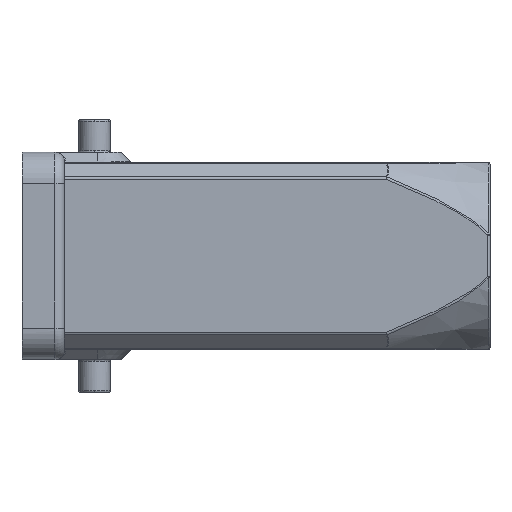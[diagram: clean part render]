
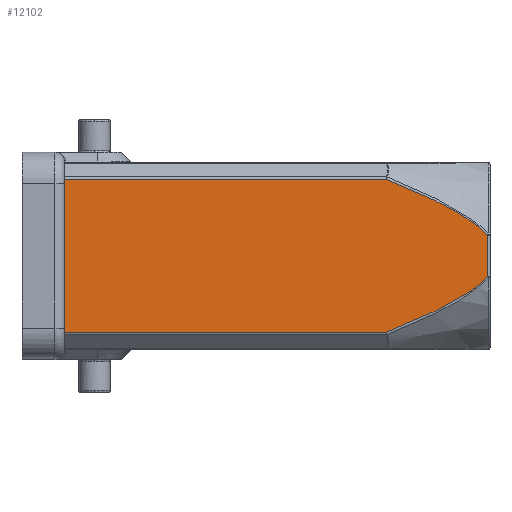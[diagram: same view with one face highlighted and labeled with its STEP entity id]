
A CAD part, top view. The second image highlights one B-rep face of the part: STEP entity #12102.
In plain terms, the highlighted planar face has unit normal (0, 0, 1).
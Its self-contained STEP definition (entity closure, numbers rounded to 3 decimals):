
#1645=DIRECTION('',(0.,1.,0.));
#1646=VECTOR('',#1645,19.586);
#1647=CARTESIAN_POINT('',(-0.042,-9.793,12.));
#1648=LINE('',#1647,#1646);
#2363=DIRECTION('',(0.,-1.,0.));
#2364=VECTOR('',#2363,5.267);
#2365=CARTESIAN_POINT('',(54.25,2.633,12.));
#2366=LINE('',#2365,#2364);
#2420=CARTESIAN_POINT('',(41.247,-9.793,12.));
#2430=CARTESIAN_POINT('',(54.25,-2.633,12.));
#2432=CARTESIAN_POINT('',(54.25,2.633,12.));
#2433=CARTESIAN_POINT('',(53.853,3.086,12.));
#2434=CARTESIAN_POINT('',(52.943,3.908,12.));
#2435=CARTESIAN_POINT('',(51.416,4.975,12.));
#2436=CARTESIAN_POINT('',(49.795,5.931,12.));
#2437=CARTESIAN_POINT('',(47.564,7.097,12.));
#2438=CARTESIAN_POINT('',(44.717,8.396,12.));
#2439=CARTESIAN_POINT('',(42.408,9.338,12.));
#2440=CARTESIAN_POINT('',(41.247,9.793,12.));
#2442=CARTESIAN_POINT('',(41.247,-9.793,12.));
#2443=CARTESIAN_POINT('',(42.407,-9.338,12.));
#2444=CARTESIAN_POINT('',(44.715,-8.397,12.));
#2445=CARTESIAN_POINT('',(48.122,-6.841,12.));
#2446=CARTESIAN_POINT('',(50.901,-5.333,12.));
#2447=CARTESIAN_POINT('',(52.93,-3.918,12.));
#2448=CARTESIAN_POINT('',(53.851,-3.088,12.));
#2449=CARTESIAN_POINT('',(54.25,-2.633,12.));
#2451=CARTESIAN_POINT('',(54.25,2.633,12.));
#2476=DIRECTION('',(1.,0.,0.));
#2477=VECTOR('',#2476,41.289);
#2478=CARTESIAN_POINT('',(-0.042,9.793,12.));
#2479=LINE('',#2478,#2477);
#2562=DIRECTION('',(-1.,0.,0.));
#2563=VECTOR('',#2562,41.289);
#2564=CARTESIAN_POINT('',(41.247,-9.793,12.));
#2565=LINE('',#2564,#2563);
#6605=VERTEX_POINT('',#2420);
#6607=VERTEX_POINT('',#2430);
#6639=CARTESIAN_POINT('',(41.247,9.793,12.));
#6640=VERTEX_POINT('',#6639);
#6641=VERTEX_POINT('',#2451);
#6680=CARTESIAN_POINT('',(-0.042,-9.793,12.));
#6681=VERTEX_POINT('',#6680);
#6682=CARTESIAN_POINT('',(-0.042,9.793,12.));
#6683=VERTEX_POINT('',#6682);
#12086=CARTESIAN_POINT('',(0.,12.,12.));
#12087=DIRECTION('',(0.,0.,1.));
#12088=DIRECTION('',(0.,-1.,0.));
#12089=AXIS2_PLACEMENT_3D('',#12086,#12087,#12088);
#12090=PLANE('',#12089);
#12092=ORIENTED_EDGE('',*,*,#12091,.F.);
#12093=ORIENTED_EDGE('',*,*,#11916,.T.);
#12094=ORIENTED_EDGE('',*,*,#12081,.F.);
#12096=ORIENTED_EDGE('',*,*,#12095,.T.);
#12097=ORIENTED_EDGE('',*,*,#10842,.T.);
#12099=ORIENTED_EDGE('',*,*,#12098,.T.);
#12100=EDGE_LOOP('',(#12092,#12093,#12094,#12096,#12097,#12099));
#12101=FACE_OUTER_BOUND('',#12100,.F.);
#12102=ADVANCED_FACE('',(#12101),#12090,.T.);
#2441=B_SPLINE_CURVE_WITH_KNOTS('',3,(#2432,#2433,#2434,#2435,#2436,#2437,#2438,
#2439,#2440),.UNSPECIFIED.,.F.,.F.,(4,1,1,1,1,1,4),(0.,0.12,
0.246,0.371,0.497,0.749,1.),
.UNSPECIFIED.);
#2450=B_SPLINE_CURVE_WITH_KNOTS('',3,(#2442,#2443,#2444,#2445,#2446,#2447,#2448,
#2449),.UNSPECIFIED.,.F.,.F.,(4,1,1,1,1,4),(0.,0.251,
0.503,0.754,0.88,1.),.UNSPECIFIED.);
#10842=EDGE_CURVE('',#6681,#6683,#1648,.T.);
#11916=EDGE_CURVE('',#6641,#6607,#2366,.T.);
#12081=EDGE_CURVE('',#6605,#6607,#2450,.T.);
#12091=EDGE_CURVE('',#6641,#6640,#2441,.T.);
#12095=EDGE_CURVE('',#6605,#6681,#2565,.T.);
#12098=EDGE_CURVE('',#6683,#6640,#2479,.T.);
